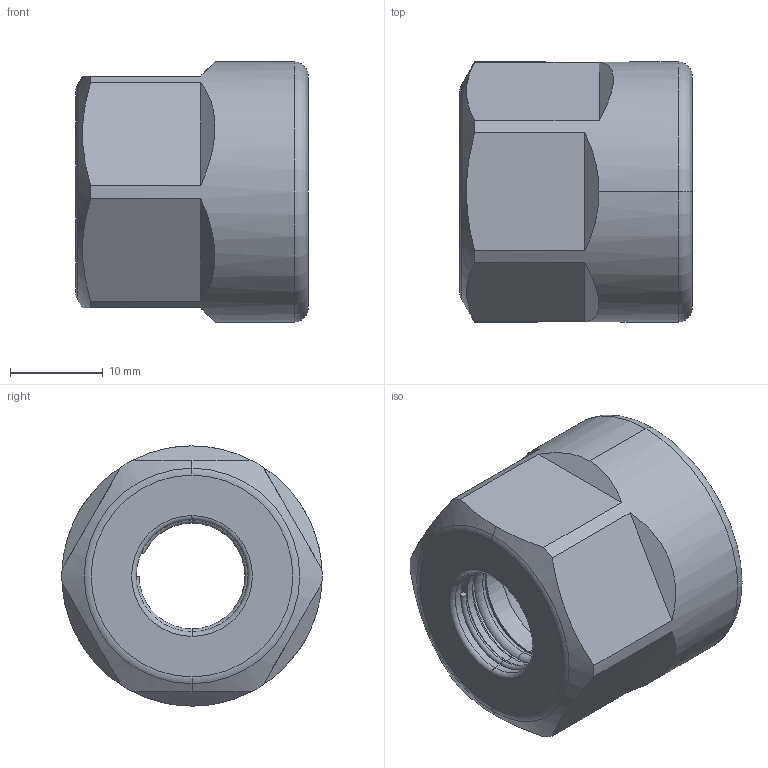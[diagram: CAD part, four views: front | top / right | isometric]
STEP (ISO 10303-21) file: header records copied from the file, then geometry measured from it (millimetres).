
FILE_DESCRIPTION (( 'STEP AP203' ), '1' );
FILE_NAME ('113.02.10.STEP', '2017-12-20T06:52:38', ( '' ), ( '' ), 'SwSTEP 2.0', 'SolidWorks 2012', '' );
FILE_SCHEMA (( 'CONFIG_CONTROL_DESIGN' ));
Length unit declared in the file: millimetre
Products named in the file (5): 113.02.10; O型環(3D組合示意用)---組合ER16止水螺帽內內孔用; O型環(3D組合示意用)---組合ER16止水螺帽外內孔用; ER16止水螺帽(M22XP1.5)--成品; C型彈簧(3D組合示意用)---組合ER16止水螺帽外內孔用
Assembly tree (4 placements, depth 2):
  113.02.10
    ER16止水螺帽(M22XP1.5)--成品
    O型環(3D組合示意用)---組合ER16止水螺帽外內孔用
    C型彈簧(3D組合示意用)---組合ER16止水螺帽外內孔用
    O型環(3D組合示意用)---組合ER16止水螺帽內內孔用
Bounding box: 25 x 28 x 28 mm (x, y, z)
Volume: 7580.1 mm3; surface area: 5485.2 mm2
Topology: 4 solids, 4 shells, 95 faces, 220 edges, 134 vertices
Faces by surface type: torus 32, cylinder 27, plane 23, cone 8, bspline 5
Entity records: 4989 total; most frequent: CARTESIAN_POINT 2356, DIRECTION 478, ORIENTED_EDGE 440, EDGE_CURVE 220, AXIS2_PLACEMENT_3D 213, VERTEX_POINT 134, CIRCLE 116, EDGE_LOOP 102
